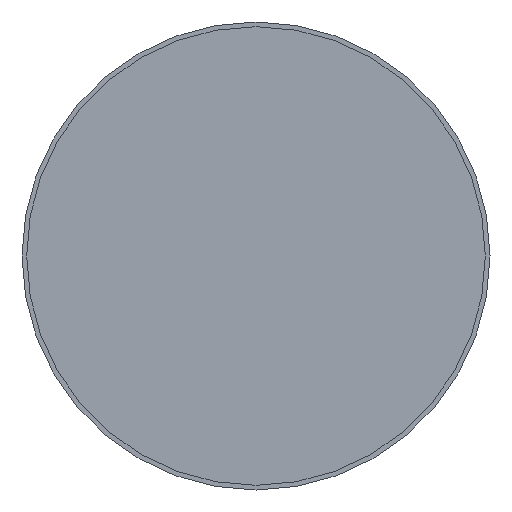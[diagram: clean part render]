
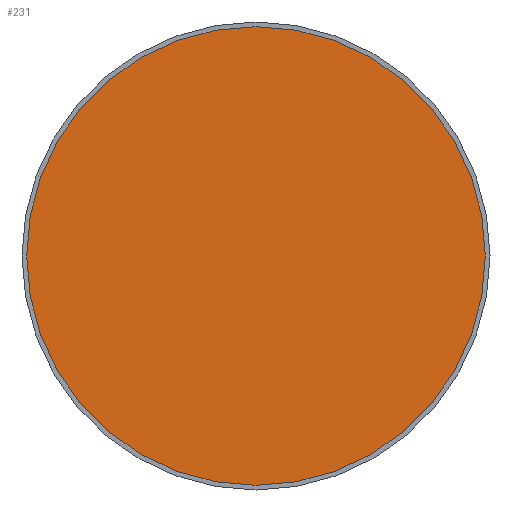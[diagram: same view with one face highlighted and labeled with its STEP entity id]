
A CAD part, front view. The second image highlights one B-rep face of the part: STEP entity #231.
In plain terms, the highlighted planar face has unit normal (0, -1, 0).
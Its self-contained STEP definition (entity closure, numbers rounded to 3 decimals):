
#15 = ORIENTED_EDGE ( 'NONE', *, *, #209, .T. ) ;
#20 = AXIS2_PLACEMENT_3D ( 'NONE', #217, #200, #166 ) ;
#30 = CIRCLE ( 'NONE', #20, 4.9 ) ;
#52 = VERTEX_POINT ( 'NONE', #54 ) ;
#54 = CARTESIAN_POINT ( 'NONE',  ( 0., -1.5, 4.9 ) ) ;
#57 = PLANE ( 'NONE',  #146 ) ;
#58 = AXIS2_PLACEMENT_3D ( 'NONE', #117, #108, #88 ) ;
#59 = VERTEX_POINT ( 'NONE', #250 ) ;
#88 = DIRECTION ( 'NONE',  ( 0., 0., -1. ) ) ;
#104 = CARTESIAN_POINT ( 'NONE',  ( 0., -1.5, 0. ) ) ;
#108 = DIRECTION ( 'NONE',  ( 0., -1., 0. ) ) ;
#117 = CARTESIAN_POINT ( 'NONE',  ( 0., -1.5, 0. ) ) ;
#137 = CIRCLE ( 'NONE', #58, 4.9 ) ;
#146 = AXIS2_PLACEMENT_3D ( 'NONE', #104, #205, #187 ) ;
#160 = ORIENTED_EDGE ( 'NONE', *, *, #230, .T. ) ;
#166 = DIRECTION ( 'NONE',  ( 0., 0., -1. ) ) ;
#187 = DIRECTION ( 'NONE',  ( 0., 0., -1. ) ) ;
#194 = EDGE_LOOP ( 'NONE', ( #160, #15 ) ) ;
#200 = DIRECTION ( 'NONE',  ( 0., -1., 0. ) ) ;
#205 = DIRECTION ( 'NONE',  ( 0., -1., 0. ) ) ;
#209 = EDGE_CURVE ( 'NONE', #59, #52, #30, .T. ) ;
#217 = CARTESIAN_POINT ( 'NONE',  ( 0., -1.5, 0. ) ) ;
#230 = EDGE_CURVE ( 'NONE', #52, #59, #137, .T. ) ;
#231 = ADVANCED_FACE ( 'NONE', ( #241 ), #57, .T. ) ;
#241 = FACE_OUTER_BOUND ( 'NONE', #194, .T. ) ;
#250 = CARTESIAN_POINT ( 'NONE',  ( 0., -1.5, -4.9 ) ) ;
